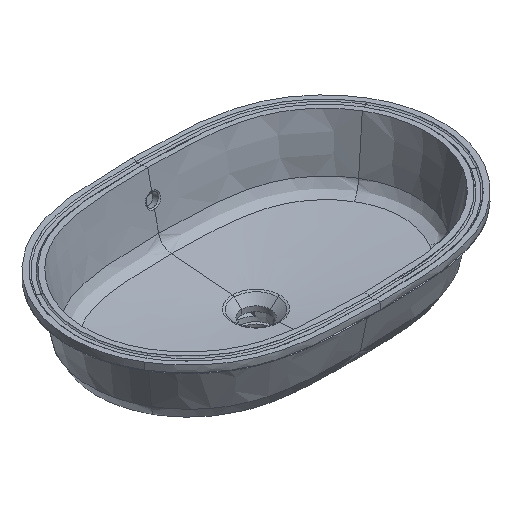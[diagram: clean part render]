
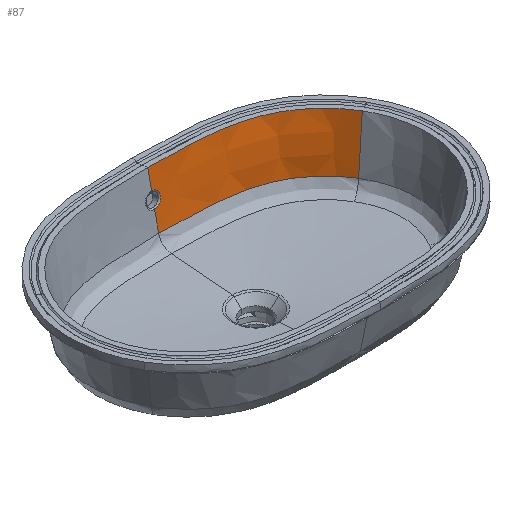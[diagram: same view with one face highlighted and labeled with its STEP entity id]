
A CAD part, isometric view. The second image highlights one B-rep face of the part: STEP entity #87.
In plain terms, the highlighted free-form (B-spline) face has degree [3, 3] with [4, 11] control points.
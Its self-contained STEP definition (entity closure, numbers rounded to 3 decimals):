
#87=ADVANCED_FACE('',(#282),#2859,.T.);
#282=FACE_OUTER_BOUND('',#477,.T.);
#477=EDGE_LOOP('',(#826,#827,#828,#829,#830,#831));
#826=ORIENTED_EDGE('',*,*,#1631,.T.);
#827=ORIENTED_EDGE('',*,*,#1905,.T.);
#828=ORIENTED_EDGE('',*,*,#1632,.T.);
#829=ORIENTED_EDGE('',*,*,#1711,.T.);
#830=ORIENTED_EDGE('',*,*,#1629,.F.);
#831=ORIENTED_EDGE('',*,*,#1633,.T.);
#1629=EDGE_CURVE('',#2602,#2603,#2077,.T.);
#1631=EDGE_CURVE('',#2517,#2516,#2079,.T.);
#1632=EDGE_CURVE('',#2514,#2515,#2080,.T.);
#1633=EDGE_CURVE('',#2602,#2517,#2081,.T.);
#1711=EDGE_CURVE('',#2515,#2603,#2158,.T.);
#1905=EDGE_CURVE('',#2516,#2514,#2322,.T.);
#2077=B_SPLINE_CURVE_WITH_KNOTS('',3,(#12688,#12689,#12690,#12691),
 .UNSPECIFIED.,.F.,.F.,(4,4),(0.,84.003),.UNSPECIFIED.);
#2079=B_SPLINE_CURVE_WITH_KNOTS('',3,(#12699,#12700,#12701,#12702),
 .UNSPECIFIED.,.F.,.F.,(4,4),(0.,29.928),.UNSPECIFIED.);
#2080=B_SPLINE_CURVE_WITH_KNOTS('',3,(#12703,#12704,#12705,#12706),
 .UNSPECIFIED.,.F.,.F.,(4,4),(0.,30.912),.UNSPECIFIED.);
#2081=B_SPLINE_CURVE_WITH_KNOTS('',3,(#12707,#12708,#12709,#12710,#12711,
#12712,#12713,#12714,#12715,#12716,#12717),.UNSPECIFIED.,.F.,.F.,(4,1,1,
1,1,1,1,1,4),(0.,35.596,71.192,106.787,142.383,
177.979,213.575,249.171,284.766),
 .UNSPECIFIED.);
#2158=B_SPLINE_CURVE_WITH_KNOTS('',3,(#13475,#13476,#13477,#13478,#13479,
#13480,#13481,#13482,#13483,#13484,#13485,#13486,#13487,#13488,#13489,#13490,
#13491,#13492,#13493,#13494,#13495,#13496),.UNSPECIFIED.,.F.,.F.,(4,2,2,
2,2,2,2,2,2,2,4),(-266.087,-199.565,-166.304,
-133.043,-116.413,-99.782,-66.522,
-49.891,-33.261,-16.63,0.),.UNSPECIFIED.);
#2322=B_SPLINE_CURVE_WITH_KNOTS('',3,(#15137,#15138,#15139,#15140,#15141,
#15142,#15143,#15144,#15145,#15146),.UNSPECIFIED.,.F.,.F.,(4,2,2,2,4),(-38.646,
-28.984,-19.323,-9.661,0.),.UNSPECIFIED.);
#2514=VERTEX_POINT('',#11851);
#2515=VERTEX_POINT('',#11852);
#2516=VERTEX_POINT('',#11853);
#2517=VERTEX_POINT('',#11854);
#2602=VERTEX_POINT('',#11939);
#2603=VERTEX_POINT('',#11940);
#2859=B_SPLINE_SURFACE_WITH_KNOTS('',3,3,((#4858,#4859,#4860,#4861,#4862,
#4863,#4864,#4865,#4866,#4867,#4868),(#4869,#4870,#4871,#4872,#4873,#4874,
#4875,#4876,#4877,#4878,#4879),(#4880,#4881,#4882,#4883,#4884,#4885,#4886,
#4887,#4888,#4889,#4890),(#4891,#4892,#4893,#4894,#4895,#4896,#4897,#4898,
#4899,#4900,#4901)),.UNSPECIFIED.,.F.,.F.,.F.,(4,4),(4,1,1,1,1,1,1,1,4),
(0.,85.858),(0.,35.596,71.192,
106.788,142.384,177.98,213.575,249.171,
284.767),.UNSPECIFIED.);
#4858=CARTESIAN_POINT('',(-0.001,175.214,-20.22));
#4859=CARTESIAN_POINT('',(13.229,175.214,-20.22));
#4860=CARTESIAN_POINT('',(39.73,174.931,-20.224));
#4861=CARTESIAN_POINT('',(78.775,173.317,-20.228));
#4862=CARTESIAN_POINT('',(115.881,169.446,-20.222));
#4863=CARTESIAN_POINT('',(150.298,161.843,-20.209));
#4864=CARTESIAN_POINT('',(181.724,149.236,-20.197));
#4865=CARTESIAN_POINT('',(209.897,131.142,-20.171));
#4866=CARTESIAN_POINT('',(234.182,108.143,-20.14));
#4867=CARTESIAN_POINT('',(247.049,90.474,-20.115));
#4868=CARTESIAN_POINT('',(252.524,81.218,-20.102));
#4869=CARTESIAN_POINT('',(-0.001,169.261,-48.164));
#4870=CARTESIAN_POINT('',(13.194,169.259,-48.166));
#4871=CARTESIAN_POINT('',(39.572,168.975,-48.175));
#4872=CARTESIAN_POINT('',(78.344,167.369,-48.184));
#4873=CARTESIAN_POINT('',(114.933,163.547,-48.184));
#4874=CARTESIAN_POINT('',(148.542,156.119,-48.177));
#4875=CARTESIAN_POINT('',(178.99,143.901,-48.17));
#4876=CARTESIAN_POINT('',(206.219,126.409,-48.15));
#4877=CARTESIAN_POINT('',(229.7,104.166,-48.125));
#4878=CARTESIAN_POINT('',(242.078,87.164,-48.104));
#4879=CARTESIAN_POINT('',(247.408,78.152,-48.093));
#4880=CARTESIAN_POINT('',(-0.001,163.307,-76.109));
#4881=CARTESIAN_POINT('',(13.16,163.305,-76.113));
#4882=CARTESIAN_POINT('',(39.413,163.019,-76.125));
#4883=CARTESIAN_POINT('',(77.912,161.42,-76.141));
#4884=CARTESIAN_POINT('',(113.984,157.649,-76.146));
#4885=CARTESIAN_POINT('',(146.785,150.395,-76.144));
#4886=CARTESIAN_POINT('',(176.256,138.566,-76.143));
#4887=CARTESIAN_POINT('',(202.541,121.676,-76.129));
#4888=CARTESIAN_POINT('',(225.219,100.189,-76.11));
#4889=CARTESIAN_POINT('',(237.108,83.855,-76.093));
#4890=CARTESIAN_POINT('',(242.293,75.087,-76.084));
#4891=CARTESIAN_POINT('',(-0.001,157.354,-104.053));
#4892=CARTESIAN_POINT('',(13.126,157.35,-104.059));
#4893=CARTESIAN_POINT('',(39.254,157.063,-104.076));
#4894=CARTESIAN_POINT('',(77.48,155.471,-104.097));
#4895=CARTESIAN_POINT('',(113.036,151.75,-104.108));
#4896=CARTESIAN_POINT('',(145.029,144.671,-104.112));
#4897=CARTESIAN_POINT('',(173.522,133.23,-104.116));
#4898=CARTESIAN_POINT('',(198.863,116.943,-104.107));
#4899=CARTESIAN_POINT('',(220.738,96.212,-104.095));
#4900=CARTESIAN_POINT('',(232.138,80.546,-104.082));
#4901=CARTESIAN_POINT('',(237.177,72.021,-104.075));
#11851=CARTESIAN_POINT('',(0.,163.974,-72.978));
#11852=CARTESIAN_POINT('',(0.,157.533,-103.211));
#11853=CARTESIAN_POINT('',(0.,168.978,-49.491));
#11854=CARTESIAN_POINT('',(0.,175.214,-20.22));
#11939=CARTESIAN_POINT('',(252.524,81.218,-20.102));
#11940=CARTESIAN_POINT('',(237.508,72.22,-102.261));
#12688=CARTESIAN_POINT('',(252.524,81.218,-20.102));
#12689=CARTESIAN_POINT('',(247.519,78.218,-47.488));
#12690=CARTESIAN_POINT('',(242.514,75.219,-74.875));
#12691=CARTESIAN_POINT('',(237.508,72.22,-102.261));
#12699=CARTESIAN_POINT('',(0.,175.214,-20.22));
#12700=CARTESIAN_POINT('',(0.,173.135,-29.977));
#12701=CARTESIAN_POINT('',(0.,171.057,-39.734));
#12702=CARTESIAN_POINT('',(0.,168.978,-49.491));
#12703=CARTESIAN_POINT('',(0.,163.974,-72.978));
#12704=CARTESIAN_POINT('',(0.,161.827,-83.056));
#12705=CARTESIAN_POINT('',(0.,159.68,-93.133));
#12706=CARTESIAN_POINT('',(0.,157.533,-103.211));
#12707=CARTESIAN_POINT('',(252.524,81.218,-20.102));
#12708=CARTESIAN_POINT('',(247.049,90.474,-20.115));
#12709=CARTESIAN_POINT('',(234.182,108.143,-20.14));
#12710=CARTESIAN_POINT('',(209.897,131.142,-20.171));
#12711=CARTESIAN_POINT('',(181.724,149.236,-20.197));
#12712=CARTESIAN_POINT('',(150.298,161.843,-20.209));
#12713=CARTESIAN_POINT('',(115.881,169.446,-20.222));
#12714=CARTESIAN_POINT('',(78.775,173.317,-20.228));
#12715=CARTESIAN_POINT('',(39.73,174.931,-20.224));
#12716=CARTESIAN_POINT('',(13.229,175.214,-20.22));
#12717=CARTESIAN_POINT('',(0.,175.214,-20.22));
#13475=CARTESIAN_POINT('',(0.,157.533,-103.211));
#13476=CARTESIAN_POINT('',(22.187,157.528,-103.213));
#13477=CARTESIAN_POINT('',(44.364,157.192,-103.267));
#13478=CARTESIAN_POINT('',(77.581,155.3,-103.484));
#13479=CARTESIAN_POINT('',(88.665,154.422,-103.552));
#13480=CARTESIAN_POINT('',(110.632,151.781,-103.49));
#13481=CARTESIAN_POINT('',(121.522,150.002,-103.407));
#13482=CARTESIAN_POINT('',(137.62,146.159,-103.264));
#13483=CARTESIAN_POINT('',(142.946,144.681,-103.212));
#13484=CARTESIAN_POINT('',(153.5,141.235,-103.108));
#13485=CARTESIAN_POINT('',(158.752,139.255,-103.055));
#13486=CARTESIAN_POINT('',(174.034,132.599,-102.9));
#13487=CARTESIAN_POINT('',(183.649,127.186,-102.804));
#13488=CARTESIAN_POINT('',(197.189,117.561,-102.67));
#13489=CARTESIAN_POINT('',(201.577,114.083,-102.626));
#13490=CARTESIAN_POINT('',(209.944,106.716,-102.542));
#13491=CARTESIAN_POINT('',(213.909,102.847,-102.501));
#13492=CARTESIAN_POINT('',(221.414,94.746,-102.423));
#13493=CARTESIAN_POINT('',(224.952,90.513,-102.386));
#13494=CARTESIAN_POINT('',(231.573,81.658,-102.321));
#13495=CARTESIAN_POINT('',(234.682,76.989,-102.292));
#13496=CARTESIAN_POINT('',(237.508,72.22,-102.261));
#15137=CARTESIAN_POINT('',(0.,168.978,-49.491));
#15138=CARTESIAN_POINT('',(3.17,168.978,-49.491));
#15139=CARTESIAN_POINT('',(6.269,168.697,-50.764));
#15140=CARTESIAN_POINT('',(10.69,167.753,-55.094));
#15141=CARTESIAN_POINT('',(11.985,167.091,-58.157));
#15142=CARTESIAN_POINT('',(11.988,165.786,-64.278));
#15143=CARTESIAN_POINT('',(10.72,165.146,-67.327));
#15144=CARTESIAN_POINT('',(6.251,164.232,-71.72));
#15145=CARTESIAN_POINT('',(3.17,163.974,-72.978));
#15146=CARTESIAN_POINT('',(0.,163.974,-72.978));
